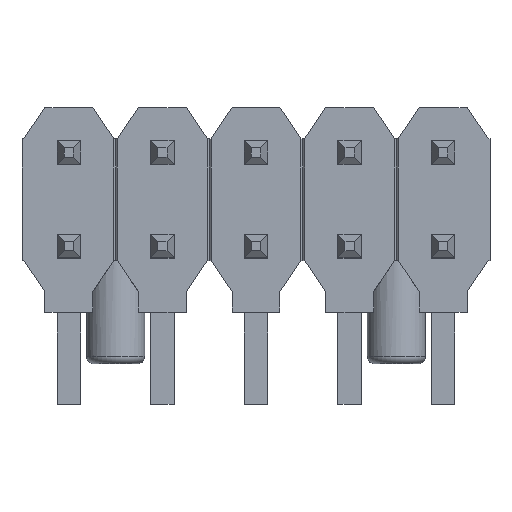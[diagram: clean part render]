
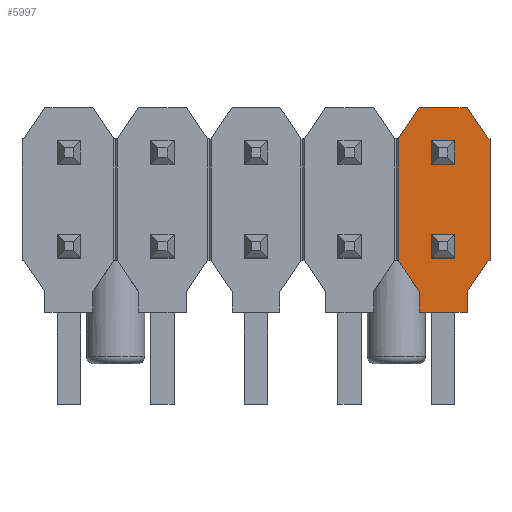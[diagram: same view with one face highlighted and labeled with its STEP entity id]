
A CAD part, top view. The second image highlights one B-rep face of the part: STEP entity #5997.
In plain terms, the highlighted planar face has unit normal (0, 0, 1).
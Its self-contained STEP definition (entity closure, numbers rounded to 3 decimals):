
#15=FACE_BOUND('',#794,.T.);
#16=FACE_BOUND('',#795,.T.);
#453=FACE_OUTER_BOUND('',#793,.T.);
#793=EDGE_LOOP('',(#4806,#4807,#4808,#4809,#4810,#4811,#4812,#4813,#4814,
#4815,#4816,#4817));
#794=EDGE_LOOP('',(#4818,#4819,#4820,#4821));
#795=EDGE_LOOP('',(#4822,#4823,#4824,#4825));
#1287=LINE('',#9094,#2019);
#1297=LINE('',#9119,#2029);
#1303=LINE('',#9131,#2035);
#1306=LINE('',#9136,#2038);
#1327=LINE('',#9184,#2059);
#1339=LINE('',#9217,#2071);
#1345=LINE('',#9229,#2077);
#1348=LINE('',#9234,#2080);
#1380=LINE('',#9320,#2112);
#1383=LINE('',#9326,#2115);
#1391=LINE('',#9355,#2123);
#1414=LINE('',#9403,#2146);
#1420=LINE('',#9417,#2152);
#1423=LINE('',#9421,#2155);
#1424=LINE('',#9423,#2156);
#1425=LINE('',#9425,#2157);
#1426=LINE('',#9427,#2158);
#1427=LINE('',#9429,#2159);
#1428=LINE('',#9431,#2160);
#1429=LINE('',#9432,#2161);
#2019=VECTOR('',#7380,1.);
#2029=VECTOR('',#7398,1.);
#2035=VECTOR('',#7408,1.);
#2038=VECTOR('',#7413,1.);
#2059=VECTOR('',#7464,1.);
#2071=VECTOR('',#7488,1.);
#2077=VECTOR('',#7498,1.);
#2080=VECTOR('',#7503,1.);
#2112=VECTOR('',#7595,1.);
#2115=VECTOR('',#7600,1.);
#2123=VECTOR('',#7626,1.);
#2146=VECTOR('',#7667,1.);
#2152=VECTOR('',#7677,1.);
#2155=VECTOR('',#7682,1.);
#2156=VECTOR('',#7683,1.);
#2157=VECTOR('',#7684,1.);
#2158=VECTOR('',#7685,1.);
#2159=VECTOR('',#7686,1.);
#2160=VECTOR('',#7687,1.);
#2161=VECTOR('',#7688,1.);
#2655=VERTEX_POINT('',#9092);
#2656=VERTEX_POINT('',#9093);
#2667=VERTEX_POINT('',#9118);
#2671=VERTEX_POINT('',#9130);
#2683=VERTEX_POINT('',#9182);
#2684=VERTEX_POINT('',#9183);
#2699=VERTEX_POINT('',#9216);
#2703=VERTEX_POINT('',#9228);
#2725=VERTEX_POINT('',#9310);
#2728=VERTEX_POINT('',#9318);
#2730=VERTEX_POINT('',#9324);
#2742=VERTEX_POINT('',#9353);
#2758=VERTEX_POINT('',#9402);
#2763=VERTEX_POINT('',#9415);
#2764=VERTEX_POINT('',#9416);
#2765=VERTEX_POINT('',#9422);
#2766=VERTEX_POINT('',#9424);
#2767=VERTEX_POINT('',#9426);
#2768=VERTEX_POINT('',#9428);
#2769=VERTEX_POINT('',#9430);
#3339=EDGE_CURVE('',#2655,#2656,#1287,.T.);
#3351=EDGE_CURVE('',#2667,#2655,#1297,.T.);
#3357=EDGE_CURVE('',#2656,#2671,#1303,.T.);
#3360=EDGE_CURVE('',#2671,#2667,#1306,.T.);
#3383=EDGE_CURVE('',#2683,#2684,#1327,.T.);
#3399=EDGE_CURVE('',#2699,#2683,#1339,.T.);
#3405=EDGE_CURVE('',#2684,#2703,#1345,.T.);
#3408=EDGE_CURVE('',#2703,#2699,#1348,.T.);
#3450=EDGE_CURVE('',#2728,#2725,#1380,.T.);
#3453=EDGE_CURVE('',#2728,#2730,#1383,.T.);
#3468=EDGE_CURVE('',#2730,#2742,#1391,.T.);
#3491=EDGE_CURVE('',#2725,#2758,#1414,.T.);
#3497=EDGE_CURVE('',#2763,#2764,#1420,.T.);
#3500=EDGE_CURVE('',#2758,#2764,#1423,.T.);
#3501=EDGE_CURVE('',#2765,#2742,#1424,.T.);
#3502=EDGE_CURVE('',#2766,#2765,#1425,.T.);
#3503=EDGE_CURVE('',#2767,#2766,#1426,.T.);
#3504=EDGE_CURVE('',#2767,#2768,#1427,.T.);
#3505=EDGE_CURVE('',#2769,#2768,#1428,.T.);
#3506=EDGE_CURVE('',#2763,#2769,#1429,.T.);
#4806=ORIENTED_EDGE('',*,*,#3500,.F.);
#4807=ORIENTED_EDGE('',*,*,#3491,.F.);
#4808=ORIENTED_EDGE('',*,*,#3450,.F.);
#4809=ORIENTED_EDGE('',*,*,#3453,.T.);
#4810=ORIENTED_EDGE('',*,*,#3468,.T.);
#4811=ORIENTED_EDGE('',*,*,#3501,.F.);
#4812=ORIENTED_EDGE('',*,*,#3502,.F.);
#4813=ORIENTED_EDGE('',*,*,#3503,.F.);
#4814=ORIENTED_EDGE('',*,*,#3504,.T.);
#4815=ORIENTED_EDGE('',*,*,#3505,.F.);
#4816=ORIENTED_EDGE('',*,*,#3506,.F.);
#4817=ORIENTED_EDGE('',*,*,#3497,.T.);
#4818=ORIENTED_EDGE('',*,*,#3399,.F.);
#4819=ORIENTED_EDGE('',*,*,#3408,.F.);
#4820=ORIENTED_EDGE('',*,*,#3405,.F.);
#4821=ORIENTED_EDGE('',*,*,#3383,.F.);
#4822=ORIENTED_EDGE('',*,*,#3357,.F.);
#4823=ORIENTED_EDGE('',*,*,#3339,.F.);
#4824=ORIENTED_EDGE('',*,*,#3351,.F.);
#4825=ORIENTED_EDGE('',*,*,#3360,.F.);
#5699=PLANE('',#6433);
#5997=ADVANCED_FACE('',(#453,#15,#16),#5699,.T.);
#6433=AXIS2_PLACEMENT_3D('',#9420,#7680,#7681);
#7380=DIRECTION('',(0.,1.,0.));
#7398=DIRECTION('',(1.,0.,0.));
#7408=DIRECTION('',(-1.,0.,0.));
#7413=DIRECTION('',(0.,-1.,0.));
#7464=DIRECTION('',(0.,-1.,0.));
#7488=DIRECTION('',(-1.,0.,0.));
#7498=DIRECTION('',(1.,0.,0.));
#7503=DIRECTION('',(0.,1.,0.));
#7595=DIRECTION('',(-0.557,0.831,0.));
#7600=DIRECTION('',(0.,-1.,0.));
#7626=DIRECTION('',(1.,0.,0.));
#7667=DIRECTION('',(0.,1.,0.));
#7677=DIRECTION('',(-1.,0.,0.));
#7680=DIRECTION('center_axis',(0.,0.,
1.));
#7681=DIRECTION('ref_axis',(1.,0.,0.));
#7682=DIRECTION('',(0.557,0.831,0.));
#7683=DIRECTION('',(0.,-1.,0.));
#7684=DIRECTION('',(-0.557,-0.831,0.));
#7685=DIRECTION('',(-1.,0.,0.));
#7686=DIRECTION('',(0.,1.,0.));
#7687=DIRECTION('',(1.,0.,0.));
#7688=DIRECTION('',(0.557,-0.831,0.));
#9092=CARTESIAN_POINT('',(-14.23,3.682,4.871));
#9093=CARTESIAN_POINT('',(-14.23,4.317,4.871));
#9094=CARTESIAN_POINT('',(-14.23,4.317,4.871));
#9118=CARTESIAN_POINT('',(-14.865,3.682,4.871));
#9119=CARTESIAN_POINT('',(-14.23,3.682,4.871));
#9130=CARTESIAN_POINT('',(-14.865,4.317,4.871));
#9131=CARTESIAN_POINT('',(-14.865,4.317,4.871));
#9136=CARTESIAN_POINT('',(-14.865,3.682,4.871));
#9182=CARTESIAN_POINT('',(-14.865,6.857,4.871));
#9183=CARTESIAN_POINT('',(-14.865,6.222,4.871));
#9184=CARTESIAN_POINT('',(-14.865,6.222,4.871));
#9216=CARTESIAN_POINT('',(-14.23,6.857,4.871));
#9217=CARTESIAN_POINT('',(-14.865,6.857,4.871));
#9228=CARTESIAN_POINT('',(-14.23,6.222,4.871));
#9229=CARTESIAN_POINT('',(-14.23,6.222,4.871));
#9234=CARTESIAN_POINT('',(-14.23,6.857,4.871));
#9310=CARTESIAN_POINT('',(-15.768,3.619,4.871));
#9318=CARTESIAN_POINT('',(-15.198,2.769,4.871));
#9320=CARTESIAN_POINT('',(-15.768,3.619,4.871));
#9324=CARTESIAN_POINT('',(-15.198,2.219,4.871));
#9326=CARTESIAN_POINT('',(-15.198,2.219,4.871));
#9353=CARTESIAN_POINT('',(-13.898,2.219,4.871));
#9355=CARTESIAN_POINT('',(-13.898,2.219,4.871));
#9402=CARTESIAN_POINT('',(-15.768,6.919,4.871));
#9403=CARTESIAN_POINT('',(-15.768,6.919,4.871));
#9415=CARTESIAN_POINT('',(-13.898,7.769,4.871));
#9416=CARTESIAN_POINT('',(-15.198,7.769,4.871));
#9417=CARTESIAN_POINT('',(-15.198,7.769,4.871));
#9420=CARTESIAN_POINT('Origin',(-19.628,5.269,4.871));
#9421=CARTESIAN_POINT('',(-15.198,7.769,4.871));
#9422=CARTESIAN_POINT('',(-13.898,2.769,4.871));
#9423=CARTESIAN_POINT('',(-13.898,2.219,4.871));
#9424=CARTESIAN_POINT('',(-13.328,3.619,4.871));
#9425=CARTESIAN_POINT('',(-13.898,2.769,4.871));
#9426=CARTESIAN_POINT('',(-13.278,3.619,4.871));
#9427=CARTESIAN_POINT('',(-13.328,3.619,4.871));
#9428=CARTESIAN_POINT('',(-13.278,6.919,4.871));
#9429=CARTESIAN_POINT('',(-13.278,6.919,4.871));
#9430=CARTESIAN_POINT('',(-13.328,6.919,4.871));
#9431=CARTESIAN_POINT('',(-13.278,6.919,4.871));
#9432=CARTESIAN_POINT('',(-13.328,6.919,4.871));
